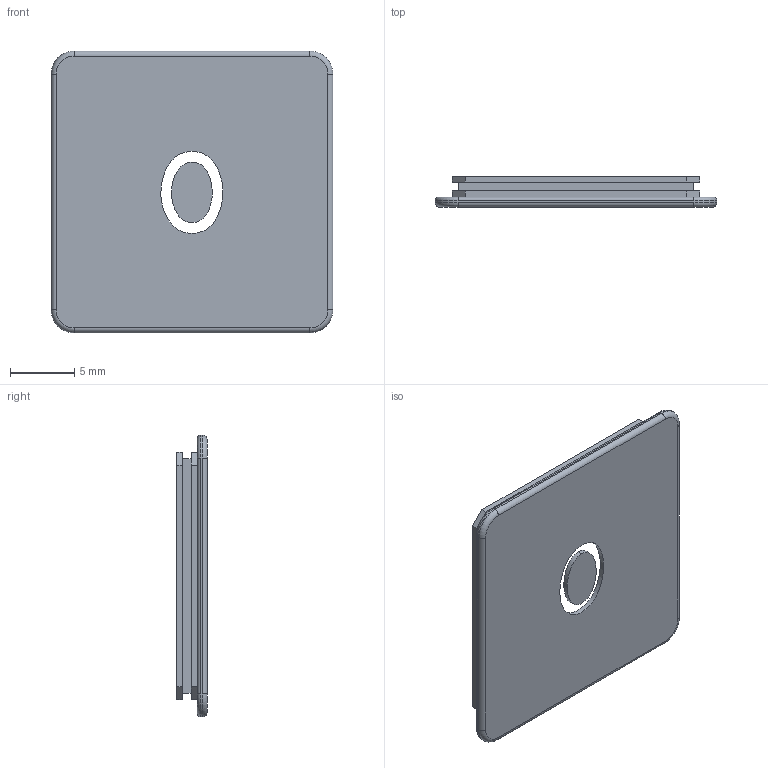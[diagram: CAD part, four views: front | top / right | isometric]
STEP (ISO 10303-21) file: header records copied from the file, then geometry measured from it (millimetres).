
FILE_DESCRIPTION (( 'STEP AP203' ), '1' );
FILE_NAME ('1005022-010.STEP', '2021-03-03T12:02:14', ( '' ), ( '' ), 'SwSTEP 2.0', 'SolidWorks 2019', '' );
FILE_SCHEMA (( 'CONFIG_CONTROL_DESIGN' ));
Length unit declared in the file: inch
Products named in the file (1): 1005022-010
Bounding box: 21.84 x 2.36 x 21.84 mm (x, y, z)
Volume: 639.1 mm3; surface area: 1211.6 mm2
Topology: 2 solids, 2 shells, 71 faces, 159 edges, 94 vertices
Faces by surface type: plane 46, cylinder 12, torus 8, bspline 5
Entity records: 2600 total; most frequent: CARTESIAN_POINT 962, ORIENTED_EDGE 318, DIRECTION 315, EDGE_CURVE 159, LINE 117, VECTOR 117, AXIS2_PLACEMENT_3D 99, VERTEX_POINT 94
